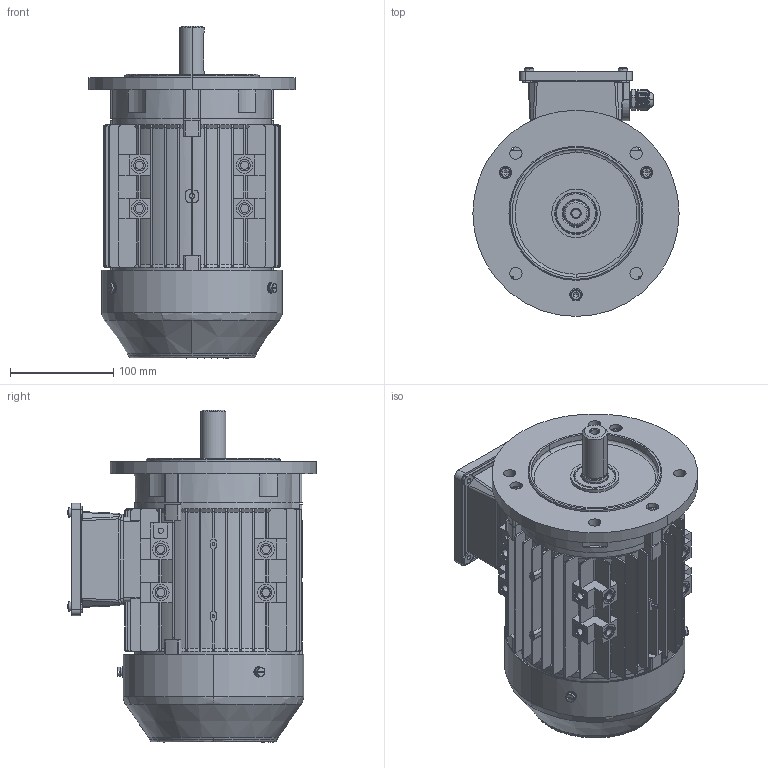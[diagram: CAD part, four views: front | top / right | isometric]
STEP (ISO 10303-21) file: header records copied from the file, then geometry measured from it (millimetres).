
FILE_DESCRIPTION (( 'STEP AP203' ), '1' );
FILE_NAME ('JL3-90S-B5.step', '2018-12-14T09:06:32', ( '' ), ( '' ), 'SwSTEP 2.0', 'SolidWorks 2018', '' );
FILE_SCHEMA (( 'CONFIG_CONTROL_DESIGN' ));
Length unit declared in the file: millimetre
Products named in the file (1): JL3-90S-B5
Bounding box: 200 x 241.42 x 322 mm (x, y, z)
Volume: 1320462.3 mm3; surface area: 766809.2 mm2
Topology: 39 solids, 39 shells, 3215 faces, 8784 edges, 5689 vertices
Faces by surface type: plane 1332, cylinder 1269, bspline 378, cone 228, sphere 8
Entity records: 332360 total; most frequent: CARTESIAN_POINT 252424, ORIENTED_EDGE 17544, DIRECTION 15900, EDGE_CURVE 8772, AXIS2_PLACEMENT_3D 5840, VERTEX_POINT 5689, VECTOR 4220, LINE 4220
